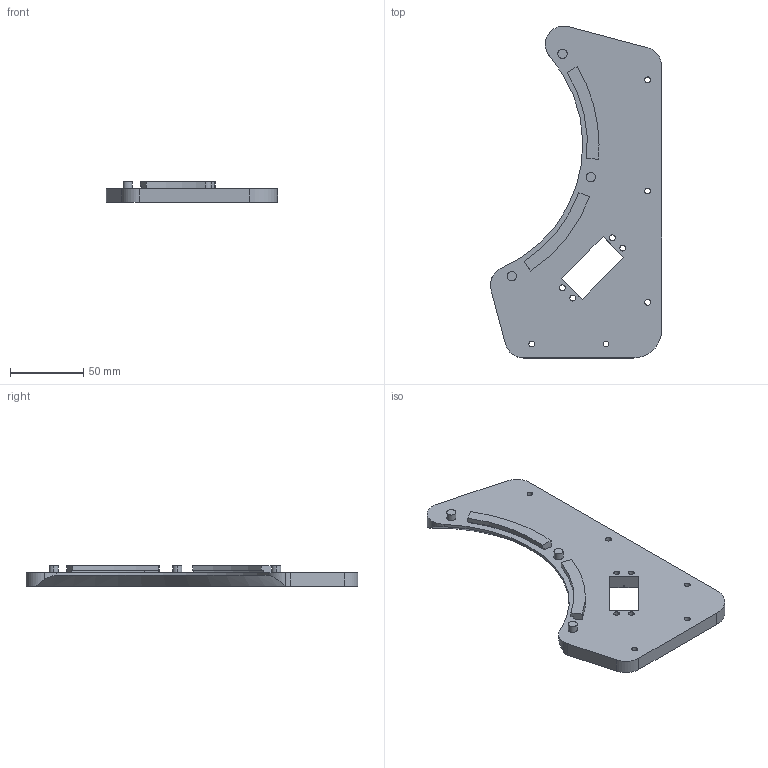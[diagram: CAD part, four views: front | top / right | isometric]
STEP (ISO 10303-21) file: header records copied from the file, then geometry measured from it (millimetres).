
FILE_DESCRIPTION (( 'STEP AP214' ), '1' );
FILE_NAME ('right mounting bracket.STEP', '2025-04-18T08:22:25', ( '' ), ( '' ), 'SwSTEP 2.0', 'SolidWorks 2024', '' );
FILE_SCHEMA (( 'AUTOMOTIVE_DESIGN' ));
Length unit declared in the file: inch
Products named in the file (1): right mounting bracket
Bounding box: 117.23 x 227.38 x 14.29 mm (x, y, z)
Volume: 155058.5 mm3; surface area: 42354.5 mm2
Topology: 1 solids, 1 shells, 68 faces, 183 edges, 122 vertices
Faces by surface type: cylinder 40, plane 27, cone 1
Entity records: 2269 total; most frequent: CARTESIAN_POINT 418, DIRECTION 396, ORIENTED_EDGE 366, EDGE_CURVE 183, AXIS2_PLACEMENT_3D 148, VERTEX_POINT 122, LINE 100, VECTOR 100
